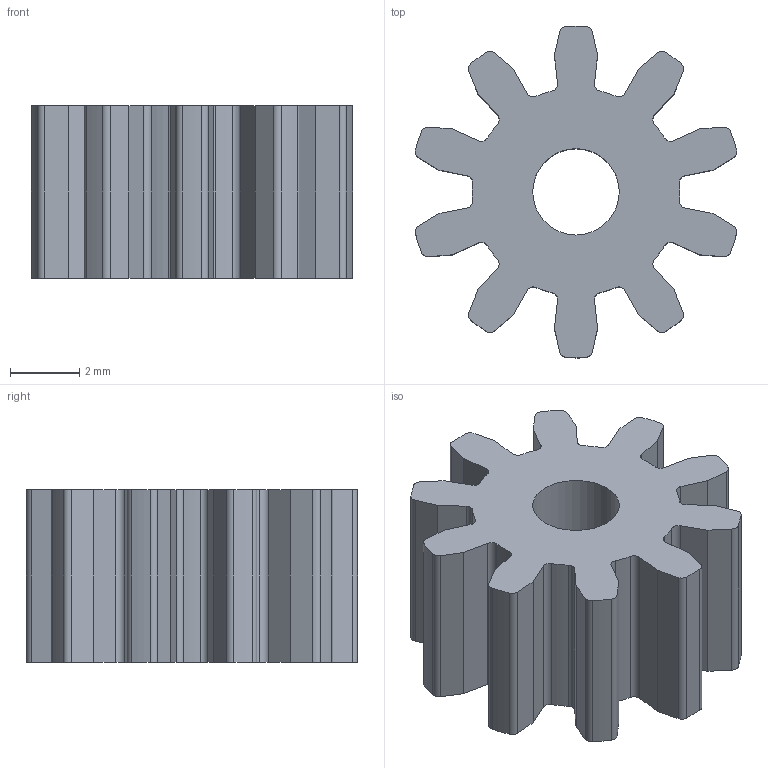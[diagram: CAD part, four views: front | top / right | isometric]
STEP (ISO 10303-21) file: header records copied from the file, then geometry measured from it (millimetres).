
FILE_DESCRIPTION((''),'2;1');
FILE_NAME('GEAR 10.STP','2016-02-07T16:30:50',(''),(''),'STEP Write','Mastercam V9 ... CNC Software, Inc.','');
FILE_SCHEMA(('CONFIG_CONTROL_DESIGN'));
Length unit declared in the file: millimetre
Bounding box: 9.3 x 9.6 x 5 mm (x, y, z)
Volume: 216.8 mm3; surface area: 386.3 mm2
Topology: 1 solids, 1 shells, 103 faces, 303 edges, 202 vertices
Faces by surface type: cylinder 61, plane 42
Full cylindrical faces by diameter (mm): 2.5 x1
Entity records: 3479 total; most frequent: ORIENTED_EDGE 604, DIRECTION 594, CARTESIAN_POINT 589, EDGE_CURVE 302, AXIS2_PLACEMENT_3D 207, VERTEX_POINT 202, VECTOR 180, LINE 180
